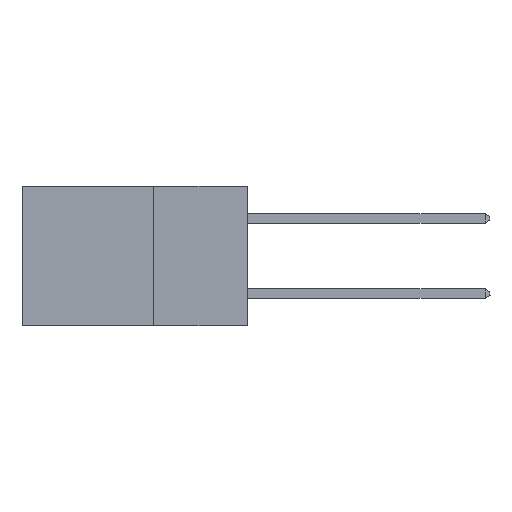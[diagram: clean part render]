
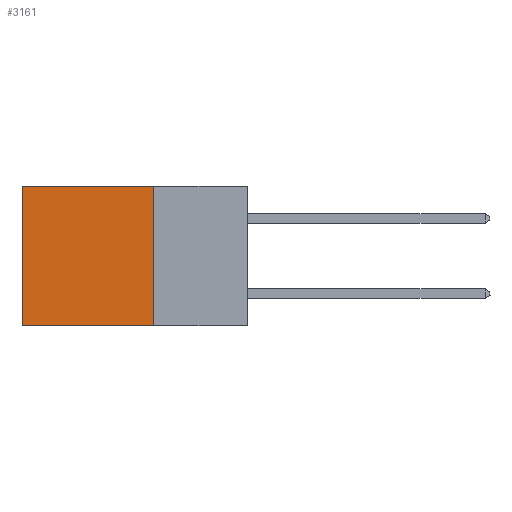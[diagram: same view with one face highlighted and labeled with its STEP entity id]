
A CAD part, left-side view. The second image highlights one B-rep face of the part: STEP entity #3161.
In plain terms, the highlighted planar face has unit normal (-1, 0, 0).
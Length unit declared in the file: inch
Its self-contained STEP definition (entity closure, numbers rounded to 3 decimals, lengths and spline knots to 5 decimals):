
#68 = VECTOR ( 'NONE', #16002, 39.37008 ) ;
#730 = VERTEX_POINT ( 'NONE', #11645 ) ;
#1350 = ORIENTED_EDGE ( 'NONE', *, *, #5594, .F. ) ;
#1400 = ORIENTED_EDGE ( 'NONE', *, *, #11786, .T. ) ;
#3161 = ADVANCED_FACE ( 'NONE', ( #4391 ), #12756, .F. ) ;
#4284 = LINE ( 'NONE', #17598, #11444 ) ;
#4391 = FACE_OUTER_BOUND ( 'NONE', #16024, .T. ) ;
#5191 = DIRECTION ( 'NONE',  ( 0., 0., -1. ) ) ;
#5562 = CARTESIAN_POINT ( 'NONE',  ( 0.298, 0.25, -0.37 ) ) ;
#5594 = EDGE_CURVE ( 'NONE', #11997, #16701, #8362, .T. ) ;
#6497 = DIRECTION ( 'NONE',  ( 0., 1., 0. ) ) ;
#8163 = CARTESIAN_POINT ( 'NONE',  ( 0.298, 0.25, -0.37 ) ) ;
#8362 = LINE ( 'NONE', #13043, #11082 ) ;
#8925 = VECTOR ( 'NONE', #6497, 39.37008 ) ;
#9432 = LINE ( 'NONE', #8163, #68 ) ;
#11082 = VECTOR ( 'NONE', #5191, 39.37008 ) ;
#11141 = LINE ( 'NONE', #11383, #8925 ) ;
#11383 = CARTESIAN_POINT ( 'NONE',  ( 0.298, 0.25, 0. ) ) ;
#11444 = VECTOR ( 'NONE', #12962, 39.37008 ) ;
#11645 = CARTESIAN_POINT ( 'NONE',  ( 0.298, 0.6, 0. ) ) ;
#11786 = EDGE_CURVE ( 'NONE', #730, #13596, #4284, .T. ) ;
#11997 = VERTEX_POINT ( 'NONE', #18285 ) ;
#12756 = PLANE ( 'NONE',  #16173 ) ;
#12962 = DIRECTION ( 'NONE',  ( 0., 0., -1. ) ) ;
#13043 = CARTESIAN_POINT ( 'NONE',  ( 0.298, 0.25, 0. ) ) ;
#13201 = ORIENTED_EDGE ( 'NONE', *, *, #17683, .F. ) ;
#13596 = VERTEX_POINT ( 'NONE', #16522 ) ;
#13854 = EDGE_CURVE ( 'NONE', #11997, #730, #11141, .T. ) ;
#16002 = DIRECTION ( 'NONE',  ( 0., 1., 0. ) ) ;
#16024 = EDGE_LOOP ( 'NONE', ( #1400, #13201, #1350, #16629 ) ) ;
#16173 = AXIS2_PLACEMENT_3D ( 'NONE', #17261, #18974, #18835 ) ;
#16522 = CARTESIAN_POINT ( 'NONE',  ( 0.298, 0.6, -0.37 ) ) ;
#16629 = ORIENTED_EDGE ( 'NONE', *, *, #13854, .T. ) ;
#16701 = VERTEX_POINT ( 'NONE', #5562 ) ;
#17261 = CARTESIAN_POINT ( 'NONE',  ( 0.298, 0.25, 0. ) ) ;
#17598 = CARTESIAN_POINT ( 'NONE',  ( 0.298, 0.6, 0. ) ) ;
#17683 = EDGE_CURVE ( 'NONE', #16701, #13596, #9432, .T. ) ;
#18285 = CARTESIAN_POINT ( 'NONE',  ( 0.298, 0.25, 0. ) ) ;
#18835 = DIRECTION ( 'NONE',  ( 0., 0., -1. ) ) ;
#18974 = DIRECTION ( 'NONE',  ( 1., 0., 0. ) ) ;
